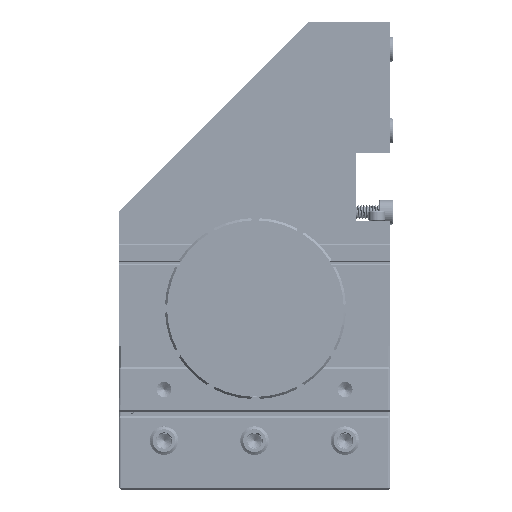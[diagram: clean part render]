
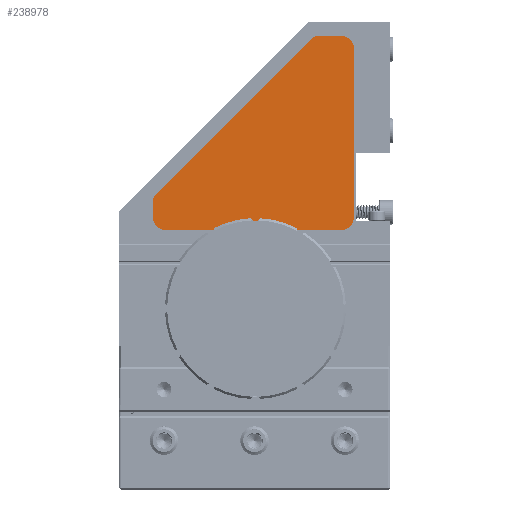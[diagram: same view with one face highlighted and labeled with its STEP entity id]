
A CAD part, left-side view. The second image highlights one B-rep face of the part: STEP entity #238978.
In plain terms, the highlighted planar face has unit normal (-1, 0, 0).
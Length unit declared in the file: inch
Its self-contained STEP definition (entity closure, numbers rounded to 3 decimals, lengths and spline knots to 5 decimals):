
#1540 = FACE_OUTER_BOUND ( 'NONE', #263043, .T. ) ;
#1635 = DIRECTION ( 'NONE',  ( 1., 0., 0. ) ) ;
#11334 = ORIENTED_EDGE ( 'NONE', *, *, #22103, .F. ) ;
#11606 = DIRECTION ( 'NONE',  ( 0., 0., 1. ) ) ;
#13786 = AXIS2_PLACEMENT_3D ( 'NONE', #194904, #47950, #219629 ) ;
#14789 = DIRECTION ( 'NONE',  ( 0., 0., 1. ) ) ;
#22103 = EDGE_CURVE ( 'NONE', #142234, #264978, #151738, .T. ) ;
#26585 = CARTESIAN_POINT ( 'NONE',  ( -2.8, -0.525, 1.425 ) ) ;
#29903 = VERTEX_POINT ( 'NONE', #200169 ) ;
#31034 = CARTESIAN_POINT ( 'NONE',  ( -2.8, -0.41893, 1.6818 ) ) ;
#34216 = EDGE_CURVE ( 'NONE', #280003, #29903, #110266, .T. ) ;
#36094 = EDGE_CURVE ( 'NONE', #302591, #280003, #315804, .T. ) ;
#44675 = EDGE_CURVE ( 'NONE', #244967, #135653, #266756, .T. ) ;
#44997 = VECTOR ( 'NONE', #279473, 39.37008 ) ;
#47950 = DIRECTION ( 'NONE',  ( 1., 0., 0. ) ) ;
#51190 = DIRECTION ( 'NONE',  ( 0., 0., 1. ) ) ;
#52482 = ORIENTED_EDGE ( 'NONE', *, *, #44675, .F. ) ;
#55623 = DIRECTION ( 'NONE',  ( 0., -0.707, 0.707 ) ) ;
#56663 = AXIS2_PLACEMENT_3D ( 'NONE', #308948, #161641, #14789 ) ;
#57490 = CARTESIAN_POINT ( 'NONE',  ( -2.8, -0.375, 1.425 ) ) ;
#64441 = AXIS2_PLACEMENT_3D ( 'NONE', #135596, #307608, #160306 ) ;
#65936 = LINE ( 'NONE', #310978, #131191 ) ;
#70643 = VECTOR ( 'NONE', #55623, 39.37008 ) ;
#77610 = CARTESIAN_POINT ( 'NONE',  ( -2.8, -2.45, 3.425 ) ) ;
#79465 = ORIENTED_EDGE ( 'NONE', *, *, #259149, .F. ) ;
#81702 = EDGE_CURVE ( 'NONE', #29903, #298896, #199781, .T. ) ;
#87941 = DIRECTION ( 'NONE',  ( 0., -1., 0. ) ) ;
#99263 = VECTOR ( 'NONE', #87941, 39.37008 ) ;
#106990 = LINE ( 'NONE', #184564, #99263 ) ;
#107620 = CARTESIAN_POINT ( 'NONE',  ( -2.8, -2.45, 1.275 ) ) ;
#110266 = LINE ( 'NONE', #107620, #44997 ) ;
#112288 = CARTESIAN_POINT ( 'NONE',  ( -2.8, -2.6, 3.275 ) ) ;
#115550 = AXIS2_PLACEMENT_3D ( 'NONE', #26585, #198159, #51190 ) ;
#124713 = ORIENTED_EDGE ( 'NONE', *, *, #315177, .F. ) ;
#131191 = VECTOR ( 'NONE', #138949, 39.37008 ) ;
#131669 = CARTESIAN_POINT ( 'NONE',  ( -2.8, -2.1182, 3.38107 ) ) ;
#134737 = EDGE_CURVE ( 'NONE', #234040, #142234, #106990, .T. ) ;
#135596 = CARTESIAN_POINT ( 'NONE',  ( -2.8, -0.525, 1.57574 ) ) ;
#135653 = VERTEX_POINT ( 'NONE', #131669 ) ;
#138949 = DIRECTION ( 'NONE',  ( 0., 0., -1. ) ) ;
#142234 = VERTEX_POINT ( 'NONE', #77610 ) ;
#147748 = ORIENTED_EDGE ( 'NONE', *, *, #34216, .F. ) ;
#148599 = CARTESIAN_POINT ( 'NONE',  ( -2.8, -2.22426, 3.275 ) ) ;
#151738 = CIRCLE ( 'NONE', #56663, 0.15 ) ;
#152364 = VERTEX_POINT ( 'NONE', #233361 ) ;
#157359 = CARTESIAN_POINT ( 'NONE',  ( -2.8, -2.22426, 3.425 ) ) ;
#157383 = PLANE ( 'NONE',  #317159 ) ;
#158446 = DIRECTION ( 'NONE',  ( -1., 0., 0. ) ) ;
#158558 = CARTESIAN_POINT ( 'NONE',  ( -2.8, -2.45, 1.275 ) ) ;
#160306 = DIRECTION ( 'NONE',  ( 0., 0., -1. ) ) ;
#161641 = DIRECTION ( 'NONE',  ( 1., 0., 0. ) ) ;
#173356 = DIRECTION ( 'NONE',  ( 0., 0., 1. ) ) ;
#176837 = CARTESIAN_POINT ( 'NONE',  ( -2.8, -0.41893, 1.6818 ) ) ;
#184497 = ORIENTED_EDGE ( 'NONE', *, *, #81702, .F. ) ;
#184564 = CARTESIAN_POINT ( 'NONE',  ( -2.8, -2.22426, 3.425 ) ) ;
#193879 = EDGE_CURVE ( 'NONE', #152364, #244967, #239043, .T. ) ;
#194363 = AXIS2_PLACEMENT_3D ( 'NONE', #148599, #1635, #173356 ) ;
#194904 = CARTESIAN_POINT ( 'NONE',  ( -2.8, -2.45, 1.425 ) ) ;
#198159 = DIRECTION ( 'NONE',  ( 1., 0., 0. ) ) ;
#199781 = CIRCLE ( 'NONE', #115550, 0.15 ) ;
#200169 = CARTESIAN_POINT ( 'NONE',  ( -2.8, -0.525, 1.275 ) ) ;
#205585 = DIRECTION ( 'NONE',  ( 0., 0., 1. ) ) ;
#210461 = EDGE_CURVE ( 'NONE', #264978, #302591, #65936, .T. ) ;
#219629 = DIRECTION ( 'NONE',  ( 0., 0., -1. ) ) ;
#233361 = CARTESIAN_POINT ( 'NONE',  ( -2.8, -0.375, 1.57574 ) ) ;
#234040 = VERTEX_POINT ( 'NONE', #157359 ) ;
#234964 = ORIENTED_EDGE ( 'NONE', *, *, #134737, .F. ) ;
#238978 = ADVANCED_FACE ( 'NONE', ( #1540 ), #157383, .T. ) ;
#239043 = CIRCLE ( 'NONE', #64441, 0.15 ) ;
#242469 = CIRCLE ( 'NONE', #194363, 0.15 ) ;
#242566 = ORIENTED_EDGE ( 'NONE', *, *, #193879, .F. ) ;
#244967 = VERTEX_POINT ( 'NONE', #176837 ) ;
#250499 = ORIENTED_EDGE ( 'NONE', *, *, #36094, .F. ) ;
#252264 = CARTESIAN_POINT ( 'NONE',  ( -2.8, -0.375, 1.425 ) ) ;
#252338 = LINE ( 'NONE', #57490, #310093 ) ;
#259149 = EDGE_CURVE ( 'NONE', #298896, #152364, #252338, .T. ) ;
#263043 = EDGE_LOOP ( 'NONE', ( #124713, #52482, #242566, #79465, #184497, #147748, #250499, #271594, #11334, #234964 ) ) ;
#264978 = VERTEX_POINT ( 'NONE', #112288 ) ;
#266756 = LINE ( 'NONE', #31034, #70643 ) ;
#271594 = ORIENTED_EDGE ( 'NONE', *, *, #210461, .F. ) ;
#279473 = DIRECTION ( 'NONE',  ( 0., 1., 0. ) ) ;
#280003 = VERTEX_POINT ( 'NONE', #158558 ) ;
#284220 = CARTESIAN_POINT ( 'NONE',  ( -2.8, -2.6, 1.425 ) ) ;
#298896 = VERTEX_POINT ( 'NONE', #252264 ) ;
#302591 = VERTEX_POINT ( 'NONE', #284220 ) ;
#305783 = CARTESIAN_POINT ( 'NONE',  ( -2.8, -2.22426, 3.275 ) ) ;
#307608 = DIRECTION ( 'NONE',  ( 1., 0., 0. ) ) ;
#308948 = CARTESIAN_POINT ( 'NONE',  ( -2.8, -2.45, 3.275 ) ) ;
#310093 = VECTOR ( 'NONE', #205585, 39.37008 ) ;
#310978 = CARTESIAN_POINT ( 'NONE',  ( -2.8, -2.6, 3.275 ) ) ;
#315177 = EDGE_CURVE ( 'NONE', #135653, #234040, #242469, .T. ) ;
#315804 = CIRCLE ( 'NONE', #13786, 0.15 ) ;
#317159 = AXIS2_PLACEMENT_3D ( 'NONE', #305783, #158446, #11606 ) ;
